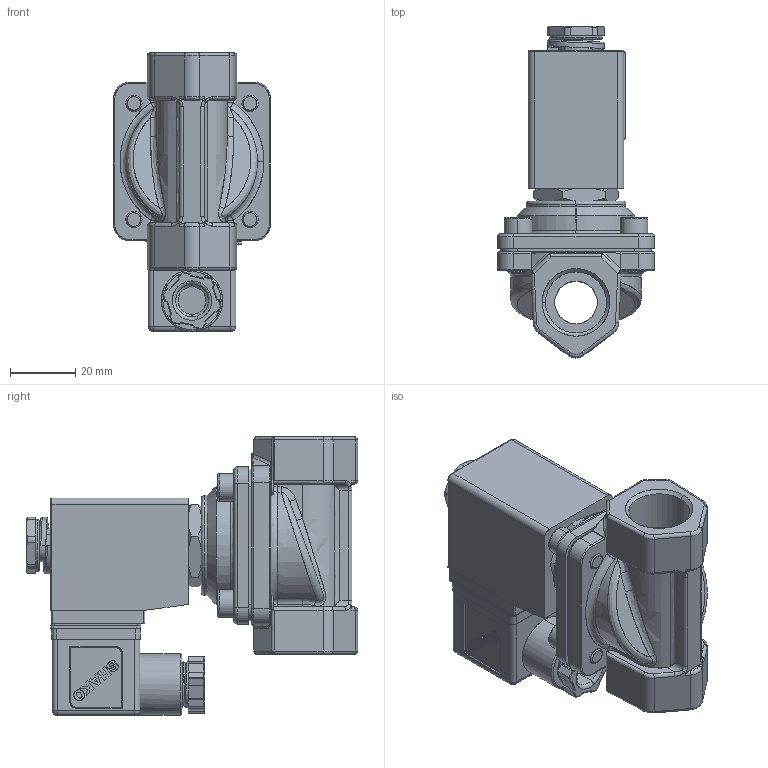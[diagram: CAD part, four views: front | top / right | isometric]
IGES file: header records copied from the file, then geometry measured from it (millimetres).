
Start section: SolidWorks IGES file using analytic representation for surfaces
Global section: file name: PU220A-04.IGS; native system: SolidWorks 2012; preprocessor: SolidWorks 2012; author: Administrator; date: 150803.130550; units: millimetre
Bounding box: 48 x 101.38 x 85.15 mm (x, y, z)
Surface area: 52337.3 mm2 (no closed solid volume)
Topology: 0 solids, 0 shells, 1296 faces, 16503 edges, 19719 vertices
Faces by surface type: revolution 680, bspline 616
